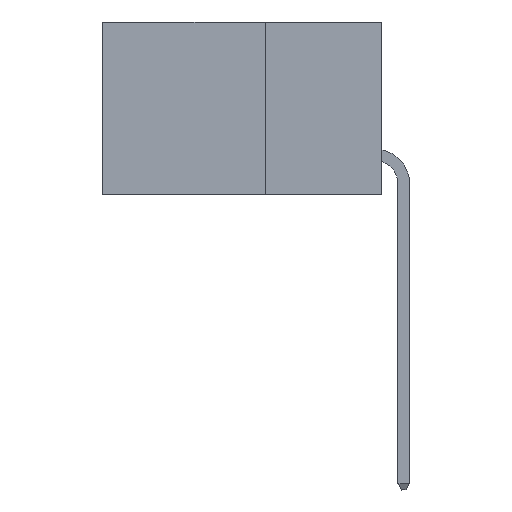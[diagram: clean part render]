
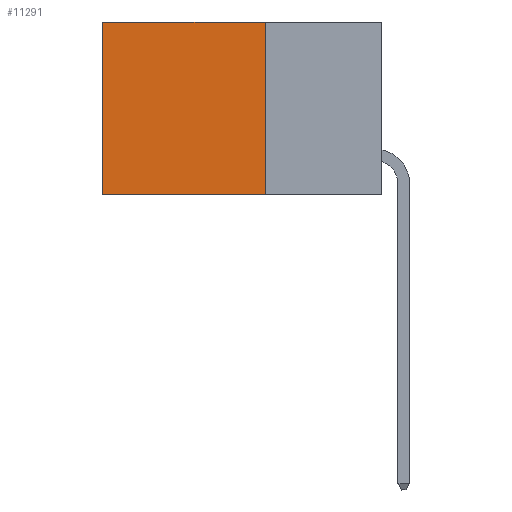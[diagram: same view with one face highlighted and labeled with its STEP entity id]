
A CAD part, left-side view. The second image highlights one B-rep face of the part: STEP entity #11291.
In plain terms, the highlighted planar face has unit normal (-1, 0, 0).
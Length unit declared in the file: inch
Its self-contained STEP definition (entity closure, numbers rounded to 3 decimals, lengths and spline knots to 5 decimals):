
#1033 = EDGE_LOOP ( 'NONE', ( #18625, #39368, #7122, #41023 ) ) ;
#1643 = DIRECTION ( 'NONE',  ( 0., 1., 0. ) ) ;
#1821 = LINE ( 'NONE', #14670, #39950 ) ;
#3845 = DIRECTION ( 'NONE',  ( 0., 1., 0. ) ) ;
#5062 = EDGE_CURVE ( 'NONE', #31319, #13228, #34167, .T. ) ;
#5387 = CARTESIAN_POINT ( 'NONE',  ( 0.2875, 0.25, 0. ) ) ;
#5874 = VERTEX_POINT ( 'NONE', #18719 ) ;
#7122 = ORIENTED_EDGE ( 'NONE', *, *, #5062, .F. ) ;
#8019 = CARTESIAN_POINT ( 'NONE',  ( 0.2875, 0.6, 0. ) ) ;
#8275 = VERTEX_POINT ( 'NONE', #17611 ) ;
#8756 = CARTESIAN_POINT ( 'NONE',  ( 0.2875, 0.25, 0. ) ) ;
#9731 = EDGE_CURVE ( 'NONE', #13228, #5874, #1821, .T. ) ;
#11291 = ADVANCED_FACE ( 'NONE', ( #34003 ), #42194, .F. ) ;
#13228 = VERTEX_POINT ( 'NONE', #46137 ) ;
#13530 = AXIS2_PLACEMENT_3D ( 'NONE', #5387, #31840, #24704 ) ;
#14670 = CARTESIAN_POINT ( 'NONE',  ( 0.2875, 0.25, -0.37 ) ) ;
#15120 = VECTOR ( 'NONE', #19124, 39.37008 ) ;
#16259 = LINE ( 'NONE', #8019, #15120 ) ;
#17199 = EDGE_CURVE ( 'NONE', #8275, #5874, #16259, .T. ) ;
#17611 = CARTESIAN_POINT ( 'NONE',  ( 0.2875, 0.6, 0. ) ) ;
#18625 = ORIENTED_EDGE ( 'NONE', *, *, #17199, .T. ) ;
#18719 = CARTESIAN_POINT ( 'NONE',  ( 0.2875, 0.6, -0.37 ) ) ;
#18879 = LINE ( 'NONE', #8756, #37393 ) ;
#19124 = DIRECTION ( 'NONE',  ( 0., 0., -1. ) ) ;
#24339 = VECTOR ( 'NONE', #32214, 39.37008 ) ;
#24704 = DIRECTION ( 'NONE',  ( 0., 0., -1. ) ) ;
#31185 = CARTESIAN_POINT ( 'NONE',  ( 0.2875, 0.25, 0. ) ) ;
#31317 = EDGE_CURVE ( 'NONE', #31319, #8275, #18879, .T. ) ;
#31319 = VERTEX_POINT ( 'NONE', #31185 ) ;
#31840 = DIRECTION ( 'NONE',  ( 1., 0., 0. ) ) ;
#32214 = DIRECTION ( 'NONE',  ( 0., 0., -1. ) ) ;
#34003 = FACE_OUTER_BOUND ( 'NONE', #1033, .T. ) ;
#34167 = LINE ( 'NONE', #39640, #24339 ) ;
#37393 = VECTOR ( 'NONE', #1643, 39.37008 ) ;
#39368 = ORIENTED_EDGE ( 'NONE', *, *, #9731, .F. ) ;
#39640 = CARTESIAN_POINT ( 'NONE',  ( 0.2875, 0.25, 0. ) ) ;
#39950 = VECTOR ( 'NONE', #3845, 39.37008 ) ;
#41023 = ORIENTED_EDGE ( 'NONE', *, *, #31317, .T. ) ;
#42194 = PLANE ( 'NONE',  #13530 ) ;
#46137 = CARTESIAN_POINT ( 'NONE',  ( 0.2875, 0.25, -0.37 ) ) ;
